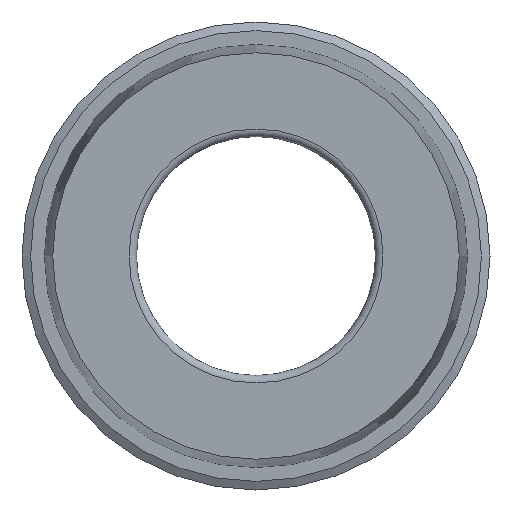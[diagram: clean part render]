
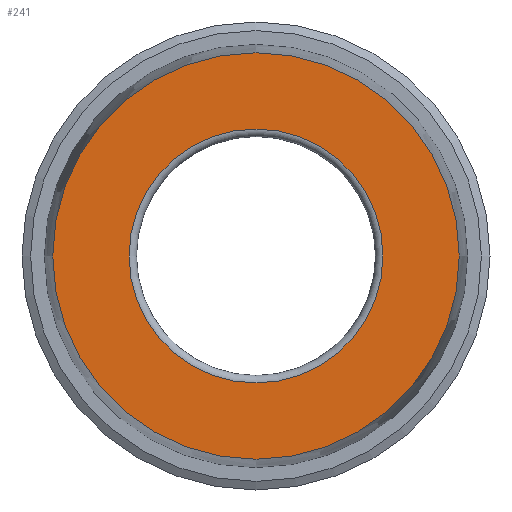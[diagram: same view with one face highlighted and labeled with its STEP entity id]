
A CAD part, front view. The second image highlights one B-rep face of the part: STEP entity #241.
In plain terms, the highlighted planar face has unit normal (0, -1, 0).
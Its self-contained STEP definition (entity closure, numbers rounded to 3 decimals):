
#26=FACE_BOUND('',#71,.T.);
#32=PLANE('',#291);
#48=FACE_OUTER_BOUND('',#70,.T.);
#70=EDGE_LOOP('',(#214));
#71=EDGE_LOOP('',(#215));
#109=CIRCLE('',#290,40.823);
#110=CIRCLE('',#292,25.5);
#129=VERTEX_POINT('',#441);
#130=VERTEX_POINT('',#445);
#158=EDGE_CURVE('',#129,#129,#109,.T.);
#159=EDGE_CURVE('',#130,#130,#110,.T.);
#214=ORIENTED_EDGE('',*,*,#158,.T.);
#215=ORIENTED_EDGE('',*,*,#159,.F.);
#241=ADVANCED_FACE('',(#48,#26),#32,.T.);
#290=AXIS2_PLACEMENT_3D('',#443,#372,#373);
#291=AXIS2_PLACEMENT_3D('',#444,#374,#375);
#292=AXIS2_PLACEMENT_3D('',#446,#376,#377);
#372=DIRECTION('center_axis',(0.,-1.,0.));
#373=DIRECTION('ref_axis',(1.,0.,0.));
#374=DIRECTION('center_axis',(0.,-1.,0.));
#375=DIRECTION('ref_axis',(0.,0.,-1.));
#376=DIRECTION('center_axis',(0.,-1.,0.));
#377=DIRECTION('ref_axis',(1.,0.,0.));
#441=CARTESIAN_POINT('',(-40.823,6.808,0.));
#443=CARTESIAN_POINT('Origin',(0.,6.808,0.));
#444=CARTESIAN_POINT('Origin',(33.161,6.808,0.));
#445=CARTESIAN_POINT('',(0.,6.808,25.5));
#446=CARTESIAN_POINT('Origin',(0.,6.808,0.));
